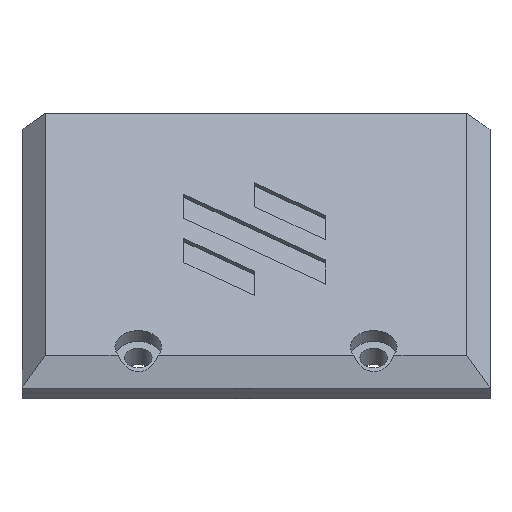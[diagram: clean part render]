
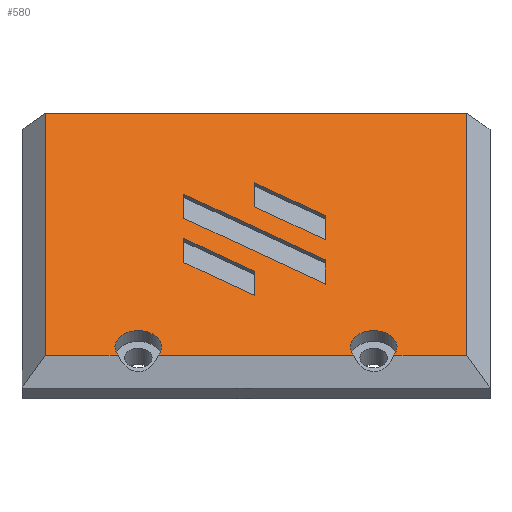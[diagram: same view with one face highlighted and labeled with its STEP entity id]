
A CAD part, left-side view. The second image highlights one B-rep face of the part: STEP entity #580.
In plain terms, the highlighted planar face has unit normal (-0.707, 0, 0.707).
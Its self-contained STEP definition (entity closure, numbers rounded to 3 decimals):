
#25=FACE_BOUND('',#100,.T.);
#26=FACE_BOUND('',#101,.T.);
#27=FACE_BOUND('',#102,.T.);
#34=CIRCLE('',#619,3.);
#35=CIRCLE('',#621,3.);
#36=CIRCLE('',#636,3.);
#37=CIRCLE('',#638,3.);
#62=FACE_OUTER_BOUND('',#99,.T.);
#99=EDGE_LOOP('',(#469,#470,#471,#472,#473,#474,#475,#476,#477,#478));
#100=EDGE_LOOP('',(#479,#480,#481,#482));
#101=EDGE_LOOP('',(#483,#484,#485,#486));
#102=EDGE_LOOP('',(#487,#488,#489,#490));
#119=LINE('',#835,#185);
#123=LINE('',#844,#189);
#127=LINE('',#853,#193);
#135=LINE('',#880,#201);
#138=LINE('',#886,#204);
#141=LINE('',#892,#207);
#143=LINE('',#897,#209);
#146=LINE('',#901,#212);
#148=LINE('',#907,#214);
#151=LINE('',#911,#217);
#153=LINE('',#917,#219);
#156=LINE('',#921,#222);
#160=LINE('',#937,#226);
#161=LINE('',#939,#227);
#162=LINE('',#941,#228);
#163=LINE('',#943,#229);
#164=LINE('',#944,#230);
#165=LINE('',#945,#231);
#185=VECTOR('',#674,10.);
#189=VECTOR('',#680,10.);
#193=VECTOR('',#686,10.);
#201=VECTOR('',#714,10.);
#204=VECTOR('',#719,10.);
#207=VECTOR('',#724,10.);
#209=VECTOR('',#728,10.);
#212=VECTOR('',#733,10.);
#214=VECTOR('',#739,10.);
#217=VECTOR('',#744,10.);
#219=VECTOR('',#750,10.);
#222=VECTOR('',#755,10.);
#226=VECTOR('',#773,10.);
#227=VECTOR('',#774,10.);
#228=VECTOR('',#775,10.);
#229=VECTOR('',#776,10.);
#230=VECTOR('',#777,10.);
#231=VECTOR('',#778,10.);
#253=VERTEX_POINT('',#832);
#254=VERTEX_POINT('',#834);
#257=VERTEX_POINT('',#841);
#258=VERTEX_POINT('',#843);
#261=VERTEX_POINT('',#850);
#262=VERTEX_POINT('',#852);
#267=VERTEX_POINT('',#868);
#268=VERTEX_POINT('',#869);
#269=VERTEX_POINT('',#871);
#271=VERTEX_POINT('',#878);
#273=VERTEX_POINT('',#884);
#275=VERTEX_POINT('',#890);
#277=VERTEX_POINT('',#896);
#279=VERTEX_POINT('',#906);
#281=VERTEX_POINT('',#916);
#283=VERTEX_POINT('',#928);
#284=VERTEX_POINT('',#929);
#285=VERTEX_POINT('',#931);
#286=VERTEX_POINT('',#936);
#287=VERTEX_POINT('',#938);
#288=VERTEX_POINT('',#940);
#289=VERTEX_POINT('',#942);
#305=EDGE_CURVE('',#254,#253,#119,.T.);
#309=EDGE_CURVE('',#258,#257,#123,.T.);
#313=EDGE_CURVE('',#262,#261,#127,.T.);
#320=EDGE_CURVE('',#267,#268,#34,.T.);
#322=EDGE_CURVE('',#268,#269,#35,.T.);
#326=EDGE_CURVE('',#253,#271,#135,.T.);
#329=EDGE_CURVE('',#257,#273,#138,.T.);
#332=EDGE_CURVE('',#261,#275,#141,.T.);
#334=EDGE_CURVE('',#277,#258,#143,.T.);
#337=EDGE_CURVE('',#273,#277,#146,.T.);
#339=EDGE_CURVE('',#279,#254,#148,.T.);
#342=EDGE_CURVE('',#271,#279,#151,.T.);
#344=EDGE_CURVE('',#281,#262,#153,.T.);
#347=EDGE_CURVE('',#275,#281,#156,.T.);
#350=EDGE_CURVE('',#283,#284,#36,.T.);
#352=EDGE_CURVE('',#284,#285,#37,.T.);
#354=EDGE_CURVE('',#286,#269,#160,.T.);
#355=EDGE_CURVE('',#287,#286,#161,.T.);
#356=EDGE_CURVE('',#288,#287,#162,.T.);
#357=EDGE_CURVE('',#289,#288,#163,.T.);
#358=EDGE_CURVE('',#283,#289,#164,.T.);
#359=EDGE_CURVE('',#267,#285,#165,.T.);
#469=ORIENTED_EDGE('',*,*,#354,.F.);
#470=ORIENTED_EDGE('',*,*,#355,.F.);
#471=ORIENTED_EDGE('',*,*,#356,.F.);
#472=ORIENTED_EDGE('',*,*,#357,.F.);
#473=ORIENTED_EDGE('',*,*,#358,.F.);
#474=ORIENTED_EDGE('',*,*,#350,.T.);
#475=ORIENTED_EDGE('',*,*,#352,.T.);
#476=ORIENTED_EDGE('',*,*,#359,.F.);
#477=ORIENTED_EDGE('',*,*,#320,.T.);
#478=ORIENTED_EDGE('',*,*,#322,.T.);
#479=ORIENTED_EDGE('',*,*,#342,.T.);
#480=ORIENTED_EDGE('',*,*,#339,.T.);
#481=ORIENTED_EDGE('',*,*,#305,.T.);
#482=ORIENTED_EDGE('',*,*,#326,.T.);
#483=ORIENTED_EDGE('',*,*,#337,.T.);
#484=ORIENTED_EDGE('',*,*,#334,.T.);
#485=ORIENTED_EDGE('',*,*,#309,.T.);
#486=ORIENTED_EDGE('',*,*,#329,.T.);
#487=ORIENTED_EDGE('',*,*,#347,.T.);
#488=ORIENTED_EDGE('',*,*,#344,.T.);
#489=ORIENTED_EDGE('',*,*,#313,.T.);
#490=ORIENTED_EDGE('',*,*,#332,.T.);
#547=PLANE('',#639);
#580=ADVANCED_FACE('',(#62,#25,#26,#27),#547,.F.);
#619=AXIS2_PLACEMENT_3D('',#870,#703,#704);
#621=AXIS2_PLACEMENT_3D('',#873,#707,#708);
#636=AXIS2_PLACEMENT_3D('',#930,#764,#765);
#638=AXIS2_PLACEMENT_3D('',#933,#768,#769);
#639=AXIS2_PLACEMENT_3D('',#935,#771,#772);
#674=DIRECTION('',(0.388,0.836,0.388));
#680=DIRECTION('',(0.707,0.,0.707));
#686=DIRECTION('',(-0.388,-0.836,-0.388));
#703=DIRECTION('center_axis',(0.707,0.,-0.707));
#704=DIRECTION('ref_axis',(0.,-1.,0.));
#707=DIRECTION('center_axis',(0.707,0.,-0.707));
#708=DIRECTION('ref_axis',(0.,-1.,0.));
#714=DIRECTION('',(0.707,0.,0.707));
#719=DIRECTION('',(-0.388,-0.836,-0.388));
#724=DIRECTION('',(-0.707,0.,-0.707));
#728=DIRECTION('',(0.388,0.836,0.388));
#733=DIRECTION('',(-0.707,0.,-0.707));
#739=DIRECTION('',(-0.707,0.,-0.707));
#744=DIRECTION('',(-0.388,-0.836,-0.388));
#750=DIRECTION('',(0.707,0.,0.707));
#755=DIRECTION('',(0.388,0.836,0.388));
#764=DIRECTION('center_axis',(0.707,0.,-0.707));
#765=DIRECTION('ref_axis',(0.,-1.,0.));
#768=DIRECTION('center_axis',(0.707,0.,-0.707));
#769=DIRECTION('ref_axis',(0.,-1.,0.));
#771=DIRECTION('center_axis',(0.707,0.,-0.707));
#772=DIRECTION('ref_axis',(0.707,0.,0.707));
#773=DIRECTION('',(0.,1.,0.));
#774=DIRECTION('',(-0.707,0.,-0.707));
#775=DIRECTION('',(0.,-1.,0.));
#776=DIRECTION('',(0.707,0.,0.707));
#777=DIRECTION('',(0.,1.,0.));
#778=DIRECTION('',(0.,1.,0.));
#832=CARTESIAN_POINT('',(29.273,41.009,-12.727));
#834=CARTESIAN_POINT('',(25.028,31.875,-16.972));
#835=CARTESIAN_POINT('',(26.088,34.155,-15.912));
#841=CARTESIAN_POINT('',(38.097,41.009,-3.903));
#843=CARTESIAN_POINT('',(34.994,41.009,-7.006));
#844=CARTESIAN_POINT('',(33.618,41.009,-8.382));
#850=CARTESIAN_POINT('',(35.325,22.752,-6.675));
#852=CARTESIAN_POINT('',(39.571,31.886,-2.429));
#853=CARTESIAN_POINT('',(38.435,29.442,-3.565));
#868=CARTESIAN_POINT('',(17.321,19.098,-24.679));
#869=CARTESIAN_POINT('',(18.382,19.5,-23.618));
#870=CARTESIAN_POINT('Origin',(18.382,16.5,-23.618));
#871=CARTESIAN_POINT('',(17.321,13.902,-24.679));
#873=CARTESIAN_POINT('Origin',(18.382,16.5,-23.618));
#878=CARTESIAN_POINT('',(32.377,41.009,-9.623));
#880=CARTESIAN_POINT('',(30.757,41.009,-11.243));
#884=CARTESIAN_POINT('',(29.606,22.739,-12.394));
#886=CARTESIAN_POINT('',(35.703,35.858,-6.297));
#890=CARTESIAN_POINT('',(32.221,22.752,-9.779));
#892=CARTESIAN_POINT('',(33.783,22.752,-8.217));
#896=CARTESIAN_POINT('',(26.502,22.739,-15.498));
#897=CARTESIAN_POINT('',(28.822,27.73,-13.178));
#901=CARTESIAN_POINT('',(30.924,22.739,-11.076));
#906=CARTESIAN_POINT('',(28.132,31.875,-13.868));
#907=CARTESIAN_POINT('',(30.186,31.875,-11.814));
#911=CARTESIAN_POINT('',(30.846,37.714,-11.154));
#916=CARTESIAN_POINT('',(36.467,31.886,-5.533));
#917=CARTESIAN_POINT('',(34.354,31.886,-7.646));
#921=CARTESIAN_POINT('',(33.677,25.882,-8.323));
#928=CARTESIAN_POINT('',(17.321,49.498,-24.679));
#929=CARTESIAN_POINT('',(18.382,49.9,-23.618));
#930=CARTESIAN_POINT('Origin',(18.382,46.9,-23.618));
#931=CARTESIAN_POINT('',(17.321,44.302,-24.679));
#933=CARTESIAN_POINT('Origin',(18.382,46.9,-23.618));
#935=CARTESIAN_POINT('Origin',(32.241,31.7,-9.759));
#936=CARTESIAN_POINT('',(17.321,4.5,-24.679));
#937=CARTESIAN_POINT('',(17.321,16.6,-24.679));
#938=CARTESIAN_POINT('',(48.575,4.5,6.575));
#939=CARTESIAN_POINT('',(40.762,4.5,-1.238));
#940=CARTESIAN_POINT('',(48.575,58.9,6.575));
#941=CARTESIAN_POINT('',(48.575,46.8,6.575));
#942=CARTESIAN_POINT('',(17.321,58.9,-24.679));
#943=CARTESIAN_POINT('',(23.721,58.9,-18.279));
#944=CARTESIAN_POINT('',(17.321,16.6,-24.679));
#945=CARTESIAN_POINT('',(17.321,16.6,-24.679));
